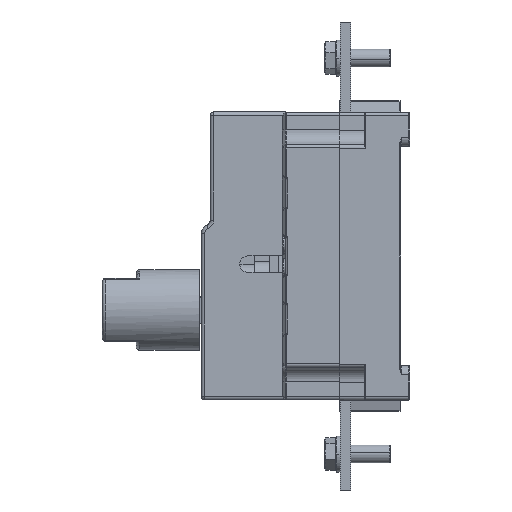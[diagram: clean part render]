
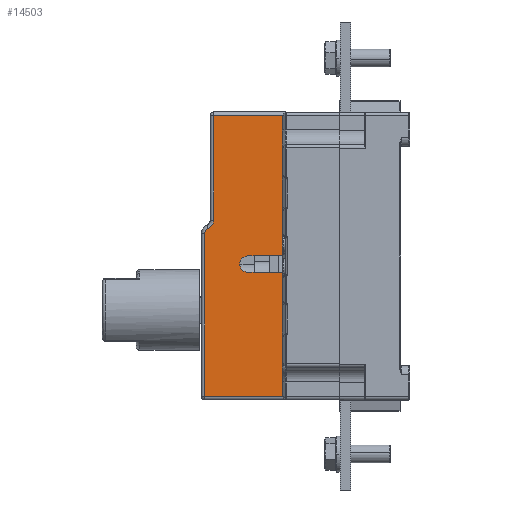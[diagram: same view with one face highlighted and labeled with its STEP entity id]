
A CAD part, left-side view. The second image highlights one B-rep face of the part: STEP entity #14503.
In plain terms, the highlighted planar face has unit normal (-1, 0, 0).
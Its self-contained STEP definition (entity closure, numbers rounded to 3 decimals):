
#9246=DIRECTION('',(0.,0.,-1.));
#9247=VECTOR('',#9246,90.5);
#9248=CARTESIAN_POINT('',(-52.5,45.,12.5));
#9249=LINE('',#9248,#9247);
#9602=DIRECTION('',(0.,-1.,0.));
#9603=VECTOR('',#9602,45.);
#9604=CARTESIAN_POINT('',(-52.5,45.,-78.));
#9605=LINE('',#9604,#9603);
#9606=DIRECTION('',(0.,0.,-1.));
#9607=VECTOR('',#9606,69.);
#9608=CARTESIAN_POINT('',(-52.5,0.,-9.));
#9609=LINE('',#9608,#9607);
#9610=CARTESIAN_POINT('',(-52.5,42.,12.5));
#9611=DIRECTION('',(1.,0.,0.));
#9612=DIRECTION('',(0.,1.,0.));
#9613=AXIS2_PLACEMENT_3D('',#9610,#9611,#9612);
#9615=CARTESIAN_POINT('',(-52.5,45.,19.916));
#9616=DIRECTION('',(-1.,0.,0.));
#9617=DIRECTION('',(0.,-0.375,-0.927));
#9618=AXIS2_PLACEMENT_3D('',#9615,#9616,#9617);
#9620=DIRECTION('',(0.,0.,-1.));
#9621=VECTOR('',#9620,78.);
#9622=CARTESIAN_POINT('',(-52.5,0.,78.));
#9623=LINE('',#9622,#9621);
#9624=DIRECTION('',(0.,1.,0.));
#9625=VECTOR('',#9624,21.);
#9626=CARTESIAN_POINT('',(-52.5,0.,0.));
#9627=LINE('',#9626,#9625);
#9628=CARTESIAN_POINT('',(-52.5,21.,-4.5));
#9629=DIRECTION('',(-1.,0.,0.));
#9630=DIRECTION('',(0.,0.,1.));
#9631=AXIS2_PLACEMENT_3D('',#9628,#9629,#9630);
#9637=DIRECTION('',(0.,1.,0.));
#9638=VECTOR('',#9637,21.);
#9639=CARTESIAN_POINT('',(-52.5,0.,-9.));
#9640=LINE('',#9639,#9638);
#11308=DIRECTION('',(0.,0.,-1.));
#11309=VECTOR('',#11308,58.084);
#11310=CARTESIAN_POINT('',(-52.5,40.,78.));
#11311=LINE('',#11310,#11309);
#12786=DIRECTION('',(0.,1.,0.));
#12787=VECTOR('',#12786,40.);
#12788=CARTESIAN_POINT('',(-52.5,0.,78.));
#12789=LINE('',#12788,#12787);
#13087=CARTESIAN_POINT('',(-52.5,43.125,15.281));
#13089=VERTEX_POINT('',#13087);
#13093=CARTESIAN_POINT('',(-52.5,40.,19.916));
#13094=VERTEX_POINT('',#13093);
#13095=CARTESIAN_POINT('',(-52.5,45.,12.5));
#13097=VERTEX_POINT('',#13095);
#13100=CARTESIAN_POINT('',(-52.5,45.,-78.));
#13102=VERTEX_POINT('',#13100);
#13254=CARTESIAN_POINT('',(-52.5,0.,-78.));
#13255=VERTEX_POINT('',#13254);
#13256=CARTESIAN_POINT('',(-52.5,0.,-9.));
#13257=VERTEX_POINT('',#13256);
#13270=CARTESIAN_POINT('',(-52.5,0.,0.));
#13271=VERTEX_POINT('',#13270);
#13272=CARTESIAN_POINT('',(-52.5,0.,78.));
#13273=VERTEX_POINT('',#13272);
#13276=CARTESIAN_POINT('',(-52.5,21.,-9.));
#13277=VERTEX_POINT('',#13276);
#13278=CARTESIAN_POINT('',(-52.5,40.,78.));
#13279=VERTEX_POINT('',#13278);
#13280=CARTESIAN_POINT('',(-52.5,21.,0.));
#13281=VERTEX_POINT('',#13280);
#14480=CARTESIAN_POINT('',(-52.5,42.,-80.));
#14481=DIRECTION('',(1.,0.,0.));
#14482=DIRECTION('',(0.,0.,-1.));
#14483=AXIS2_PLACEMENT_3D('',#14480,#14481,#14482);
#14484=PLANE('',#14483);
#14486=ORIENTED_EDGE('',*,*,#14485,.F.);
#14487=ORIENTED_EDGE('',*,*,#14424,.T.);
#14488=ORIENTED_EDGE('',*,*,#14475,.F.);
#14489=ORIENTED_EDGE('',*,*,#13998,.F.);
#14490=ORIENTED_EDGE('',*,*,#13983,.T.);
#14491=ORIENTED_EDGE('',*,*,#13968,.T.);
#14493=ORIENTED_EDGE('',*,*,#14492,.F.);
#14495=ORIENTED_EDGE('',*,*,#14494,.F.);
#14496=ORIENTED_EDGE('',*,*,#14440,.T.);
#14498=ORIENTED_EDGE('',*,*,#14497,.T.);
#14500=ORIENTED_EDGE('',*,*,#14499,.T.);
#14501=EDGE_LOOP('',(#14486,#14487,#14488,#14489,#14490,#14491,#14493,#14495,
#14496,#14498,#14500));
#14502=FACE_OUTER_BOUND('',#14501,.F.);
#14503=ADVANCED_FACE('',(#14502),#14484,.F.);
#9614=CIRCLE('',#9613,3.);
#9619=CIRCLE('',#9618,5.);
#9632=CIRCLE('',#9631,4.5);
#13968=EDGE_CURVE('',#13089,#13094,#9619,.T.);
#13983=EDGE_CURVE('',#13097,#13089,#9614,.T.);
#13998=EDGE_CURVE('',#13097,#13102,#9249,.T.);
#14424=EDGE_CURVE('',#13257,#13255,#9609,.T.);
#14440=EDGE_CURVE('',#13273,#13271,#9623,.T.);
#14475=EDGE_CURVE('',#13102,#13255,#9605,.T.);
#14485=EDGE_CURVE('',#13257,#13277,#9640,.T.);
#14492=EDGE_CURVE('',#13279,#13094,#11311,.T.);
#14494=EDGE_CURVE('',#13273,#13279,#12789,.T.);
#14497=EDGE_CURVE('',#13271,#13281,#9627,.T.);
#14499=EDGE_CURVE('',#13281,#13277,#9632,.T.);
